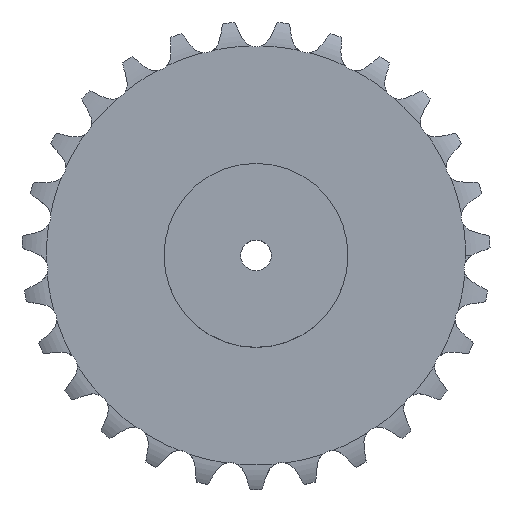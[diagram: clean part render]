
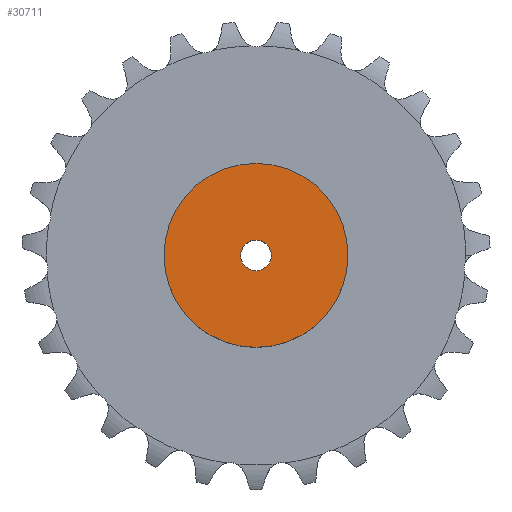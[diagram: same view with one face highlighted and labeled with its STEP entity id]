
A CAD part, top view. The second image highlights one B-rep face of the part: STEP entity #30711.
In plain terms, the highlighted planar face has unit normal (0, 0, 1).
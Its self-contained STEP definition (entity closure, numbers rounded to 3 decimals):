
#3663 = CYLINDRICAL_SURFACE('',#3664,90.);
#3664 = AXIS2_PLACEMENT_3D('',#3665,#3666,#3667);
#3665 = CARTESIAN_POINT('',(0.,0.,0.));
#3666 = DIRECTION('',(-0.,-0.,-1.));
#3667 = DIRECTION('',(1.,0.,0.));
#19756 = VERTEX_POINT('',#19757);
#19757 = CARTESIAN_POINT('',(90.,0.,90.));
#19778 = EDGE_CURVE('',#19756,#19756,#19779,.T.);
#19779 = SURFACE_CURVE('',#19780,(#19785,#19792),.PCURVE_S1.);
#19780 = CIRCLE('',#19781,90.);
#19781 = AXIS2_PLACEMENT_3D('',#19782,#19783,#19784);
#19782 = CARTESIAN_POINT('',(0.,0.,90.));
#19783 = DIRECTION('',(0.,0.,1.));
#19784 = DIRECTION('',(1.,0.,0.));
#19785 = PCURVE('',#3663,#19786);
#19786 = DEFINITIONAL_REPRESENTATION('',(#19787),#19791);
#19787 = LINE('',#19788,#19789);
#19788 = CARTESIAN_POINT('',(-0.,-90.));
#19789 = VECTOR('',#19790,1.);
#19790 = DIRECTION('',(-1.,0.));
#19791 = ( GEOMETRIC_REPRESENTATION_CONTEXT(2) 
PARAMETRIC_REPRESENTATION_CONTEXT() REPRESENTATION_CONTEXT('2D SPACE',''
  ) );
#19792 = PCURVE('',#19793,#19798);
#19793 = PLANE('',#19794);
#19794 = AXIS2_PLACEMENT_3D('',#19795,#19796,#19797);
#19795 = CARTESIAN_POINT('',(0.,0.,90.)
  );
#19796 = DIRECTION('',(0.,0.,1.));
#19797 = DIRECTION('',(1.,0.,0.));
#19798 = DEFINITIONAL_REPRESENTATION('',(#19799),#19803);
#19799 = CIRCLE('',#19800,90.);
#19800 = AXIS2_PLACEMENT_2D('',#19801,#19802);
#19801 = CARTESIAN_POINT('',(0.,0.));
#19802 = DIRECTION('',(1.,0.));
#19803 = ( GEOMETRIC_REPRESENTATION_CONTEXT(2) 
PARAMETRIC_REPRESENTATION_CONTEXT() REPRESENTATION_CONTEXT('2D SPACE',''
  ) );
#26304 = CYLINDRICAL_SURFACE('',#26305,15.);
#26305 = AXIS2_PLACEMENT_3D('',#26306,#26307,#26308);
#26306 = CARTESIAN_POINT('',(0.,0.,697.757));
#26307 = DIRECTION('',(0.,0.,1.));
#26308 = DIRECTION('',(1.,0.,0.));
#30711 = ADVANCED_FACE('',(#30712,#30715),#19793,.T.);
#30712 = FACE_BOUND('',#30713,.T.);
#30713 = EDGE_LOOP('',(#30714));
#30714 = ORIENTED_EDGE('',*,*,#19778,.T.);
#30715 = FACE_BOUND('',#30716,.T.);
#30716 = EDGE_LOOP('',(#30717));
#30717 = ORIENTED_EDGE('',*,*,#30718,.F.);
#30718 = EDGE_CURVE('',#30719,#30719,#30721,.T.);
#30719 = VERTEX_POINT('',#30720);
#30720 = CARTESIAN_POINT('',(15.,0.,90.));
#30721 = SURFACE_CURVE('',#30722,(#30727,#30734),.PCURVE_S1.);
#30722 = CIRCLE('',#30723,15.);
#30723 = AXIS2_PLACEMENT_3D('',#30724,#30725,#30726);
#30724 = CARTESIAN_POINT('',(0.,0.,90.));
#30725 = DIRECTION('',(0.,0.,1.));
#30726 = DIRECTION('',(1.,0.,0.));
#30727 = PCURVE('',#19793,#30728);
#30728 = DEFINITIONAL_REPRESENTATION('',(#30729),#30733);
#30729 = CIRCLE('',#30730,15.);
#30730 = AXIS2_PLACEMENT_2D('',#30731,#30732);
#30731 = CARTESIAN_POINT('',(0.,0.));
#30732 = DIRECTION('',(1.,0.));
#30733 = ( GEOMETRIC_REPRESENTATION_CONTEXT(2) 
PARAMETRIC_REPRESENTATION_CONTEXT() REPRESENTATION_CONTEXT('2D SPACE',''
  ) );
#30734 = PCURVE('',#26304,#30735);
#30735 = DEFINITIONAL_REPRESENTATION('',(#30736),#30740);
#30736 = LINE('',#30737,#30738);
#30737 = CARTESIAN_POINT('',(0.,-607.757));
#30738 = VECTOR('',#30739,1.);
#30739 = DIRECTION('',(1.,0.));
#30740 = ( GEOMETRIC_REPRESENTATION_CONTEXT(2) 
PARAMETRIC_REPRESENTATION_CONTEXT() REPRESENTATION_CONTEXT('2D SPACE',''
  ) );
